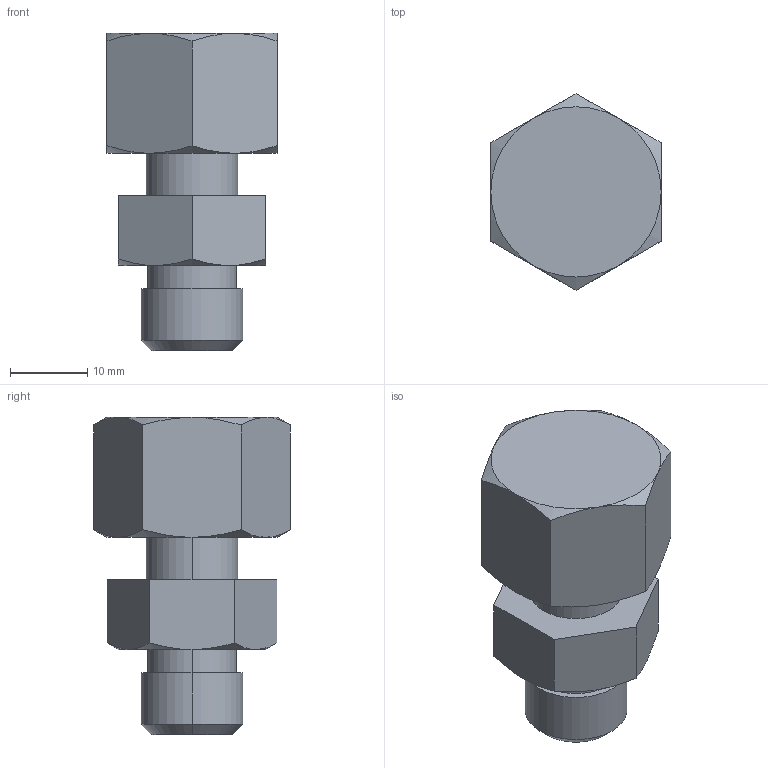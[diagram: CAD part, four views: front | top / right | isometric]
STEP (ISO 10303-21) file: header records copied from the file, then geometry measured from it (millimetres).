
FILE_DESCRIPTION (( 'STEP AP203' ), '1' );
FILE_NAME ('[STEP]TJ-18.STEP', '2024-03-05T02:50:23', ( '' ), ( '' ), 'SwSTEP 2.0', 'SolidWorks 2019', '' );
FILE_SCHEMA (( 'CONFIG_CONTROL_DESIGN' ));
Length unit declared in the file: millimetre
Products named in the file (1): [STEP]TJ-18
Bounding box: 22 x 25.4 x 41 mm (x, y, z)
Volume: 11243.8 mm3; surface area: 3638.7 mm2
Topology: 1 solids, 1 shells, 44 faces, 94 edges, 56 vertices
Faces by surface type: cone 20, plane 18, cylinder 6
Entity records: 1379 total; most frequent: CARTESIAN_POINT 399, ORIENTED_EDGE 188, DIRECTION 180, EDGE_CURVE 94, AXIS2_PLACEMENT_3D 77, VERTEX_POINT 56, EDGE_LOOP 48, FACE_OUTER_BOUND 44
